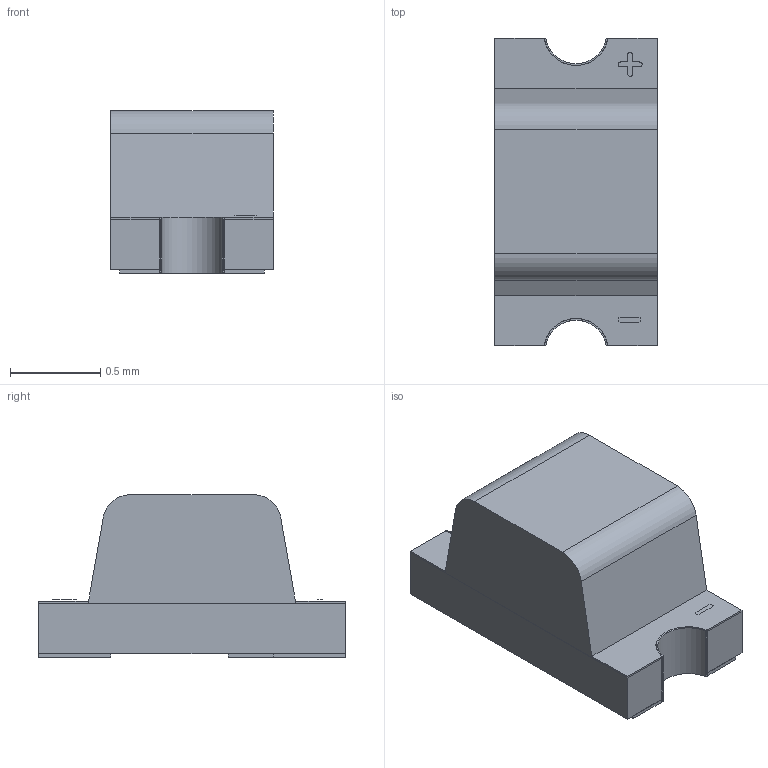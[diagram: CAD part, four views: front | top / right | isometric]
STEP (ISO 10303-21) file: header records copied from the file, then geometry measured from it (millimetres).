
FILE_DESCRIPTION (( 'STEP AP214' ), '1' );
FILE_NAME ('User Library-LED0603_BLUE.STEP', '2023-07-03T03:54:27', ( '' ), ( '' ), 'SwSTEP 2.0', 'SolidWorks 2022', '' );
FILE_SCHEMA (( 'AUTOMOTIVE_DESIGN' ));
Length unit declared in the file: millimetre
Products named in the file (11): User Library-LED0603_BLUE; User_Library-LTST-C190GKT_Pad007; User_Library-LTST-C190GKT_Lens; User_Library-LTST-C190GKT_Pad003; String+; String-; User_Library-LTST-C190GKT_Pad; User_Library-LTST-C190GKT_Pad005; User_Library-LTST-C190GKT_Pad004; User_Library-LTST-C190GKT_Pad006; User_Library-LTST-C190GKT_Pad001
Assembly tree (10 placements, depth 2):
  User Library-LED0603_BLUE
    User_Library-LTST-C190GKT_Pad005
    User_Library-LTST-C190GKT_Pad001
    User_Library-LTST-C190GKT_Pad006
    User_Library-LTST-C190GKT_Pad004
    User_Library-LTST-C190GKT_Pad003
    User_Library-LTST-C190GKT_Pad007
    User_Library-LTST-C190GKT_Lens
    User_Library-LTST-C190GKT_Pad
    String+
    String-
Bounding box: 0.9 x 1.7 x 0.9 mm (x, y, z)
Volume: 1 mm3; surface area: 11.5 mm2
Topology: 8 solids, 10 shells, 68 faces, 186 edges, 136 vertices
Faces by surface type: plane 56, cylinder 12
Entity records: 2702 total; most frequent: CARTESIAN_POINT 464, DIRECTION 354, ORIENTED_EDGE 336, EDGE_CURVE 186, VECTOR 142, LINE 142, VERTEX_POINT 136, AXIS2_PLACEMENT_3D 106
